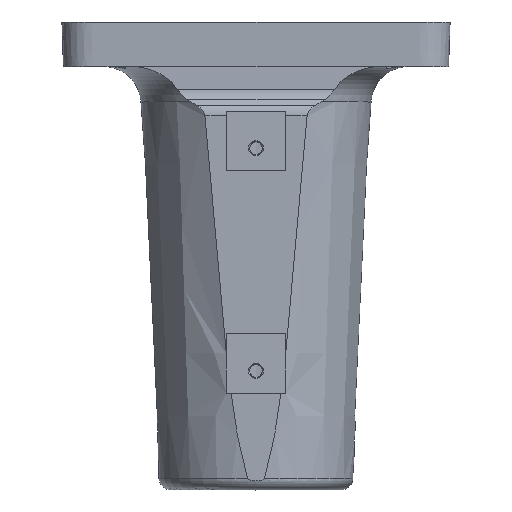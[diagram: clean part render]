
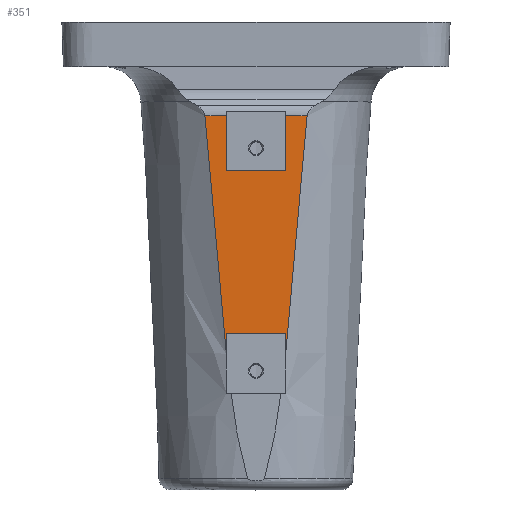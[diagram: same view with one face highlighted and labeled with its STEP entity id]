
A CAD part, top view. The second image highlights one B-rep face of the part: STEP entity #351.
In plain terms, the highlighted planar face has unit normal (0, -0.016, 1).
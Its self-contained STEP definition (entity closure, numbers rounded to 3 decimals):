
#7 = EDGE_CURVE ( 'NONE', #3160, #1446, #578, .T. ) ;
#37 = CARTESIAN_POINT ( 'NONE',  ( 20., 91.4, 66.429 ) ) ;
#72 = CARTESIAN_POINT ( 'NONE',  ( -20., 91.4, 66.429 ) ) ;
#99 = EDGE_CURVE ( 'NONE', #2715, #2038, #2200, .T. ) ;
#107 = CARTESIAN_POINT ( 'NONE',  ( 20., 251.762, 68.935 ) ) ;
#133 = ORIENTED_EDGE ( 'NONE', *, *, #3023, .T. ) ;
#142 = DIRECTION ( 'NONE',  ( 0., 1., 0.016 ) ) ;
#170 = CARTESIAN_POINT ( 'NONE',  ( 34.415, 251.762, 68.935 ) ) ;
#178 = CARTESIAN_POINT ( 'NONE',  ( 34.415, 251.762, 68.935 ) ) ;
#222 = CARTESIAN_POINT ( 'NONE',  ( -20., 215., 68.361 ) ) ;
#253 = LINE ( 'NONE', #3165, #3009 ) ;
#272 = CARTESIAN_POINT ( 'NONE',  ( -32.357, 225.003, 68.517 ) ) ;
#326 = CARTESIAN_POINT ( 'NONE',  ( -25.51, 144.781, 67.263 ) ) ;
#351 = ADVANCED_FACE ( 'NONE', ( #902 ), #1093, .F. ) ;
#407 = VERTEX_POINT ( 'NONE', #617 ) ;
#440 = EDGE_CURVE ( 'NONE', #610, #1446, #253, .T. ) ;
#495 = B_SPLINE_CURVE_WITH_KNOTS ( 'NONE', 3,
 ( #1071, #2428, #1172, #1871, #2217, #3011, #2313, #3130, #1591, #178 ),
 .UNSPECIFIED., .F., .F.,
 ( 4, 2, 2, 2, 4 ),
 ( 0.096, 0.137, 0.177, 0.218, 0.259 ),
 .UNSPECIFIED. ) ;
#527 = CARTESIAN_POINT ( 'NONE',  ( 102.472, 251.762, 68.935 ) ) ;
#578 = LINE ( 'NONE', #3012, #2316 ) ;
#599 = EDGE_CURVE ( 'NONE', #2445, #610, #811, .T. ) ;
#610 = VERTEX_POINT ( 'NONE', #107 ) ;
#617 = CARTESIAN_POINT ( 'NONE',  ( -34.415, 251.762, 68.935 ) ) ;
#753 = EDGE_CURVE ( 'NONE', #2715, #1284, #1807, .T. ) ;
#811 = LINE ( 'NONE', #2792, #1314 ) ;
#821 = DIRECTION ( 'NONE',  ( 0., -1., -0.016 ) ) ;
#865 = CARTESIAN_POINT ( 'NONE',  ( 20., 0., 65. ) ) ;
#893 = CARTESIAN_POINT ( 'NONE',  ( -20., 105., 66.641 ) ) ;
#902 = FACE_OUTER_BOUND ( 'NONE', #2045, .T. ) ;
#924 = CARTESIAN_POINT ( 'NONE',  ( -33.401, 238.381, 68.726 ) ) ;
#977 = ORIENTED_EDGE ( 'NONE', *, *, #599, .T. ) ;
#1017 = CARTESIAN_POINT ( 'NONE',  ( -22.902, 118.073, 66.846 ) ) ;
#1044 = VERTEX_POINT ( 'NONE', #37 ) ;
#1071 = CARTESIAN_POINT ( 'NONE',  ( 20., 91.4, 66.429 ) ) ;
#1082 = EDGE_CURVE ( 'NONE', #2038, #1044, #2628, .T. ) ;
#1086 = CARTESIAN_POINT ( 'NONE',  ( 20., 215., 68.361 ) ) ;
#1093 = PLANE ( 'NONE',  #3147 ) ;
#1158 = DIRECTION ( 'NONE',  ( 1., 0., 0. ) ) ;
#1172 = CARTESIAN_POINT ( 'NONE',  ( 22.902, 118.073, 66.846 ) ) ;
#1191 = DIRECTION ( 'NONE',  ( 0., -1., -0.016 ) ) ;
#1202 = VECTOR ( 'NONE', #1158, 1000. ) ;
#1231 = VECTOR ( 'NONE', #821, 1000. ) ;
#1238 = ORIENTED_EDGE ( 'NONE', *, *, #2911, .T. ) ;
#1284 = VERTEX_POINT ( 'NONE', #72 ) ;
#1314 = VECTOR ( 'NONE', #1379, 1000. ) ;
#1341 = VERTEX_POINT ( 'NONE', #3095 ) ;
#1379 = DIRECTION ( 'NONE',  ( -1., 0., 0. ) ) ;
#1380 = LINE ( 'NONE', #527, #2695 ) ;
#1446 = VERTEX_POINT ( 'NONE', #1086 ) ;
#1513 = DIRECTION ( 'NONE',  ( 0., 0.016, -1. ) ) ;
#1564 = CARTESIAN_POINT ( 'NONE',  ( -20., 0., 65. ) ) ;
#1565 = EDGE_CURVE ( 'NONE', #1341, #3160, #3202, .T. ) ;
#1591 = CARTESIAN_POINT ( 'NONE',  ( 33.401, 238.381, 68.726 ) ) ;
#1703 = CARTESIAN_POINT ( 'NONE',  ( -20., 91.4, 66.429 ) ) ;
#1770 = ORIENTED_EDGE ( 'NONE', *, *, #7, .F. ) ;
#1807 = LINE ( 'NONE', #2581, #1231 ) ;
#1827 = ORIENTED_EDGE ( 'NONE', *, *, #99, .T. ) ;
#1836 = ORIENTED_EDGE ( 'NONE', *, *, #753, .F. ) ;
#1868 = CARTESIAN_POINT ( 'NONE',  ( -26.734, 158.145, 67.472 ) ) ;
#1871 = CARTESIAN_POINT ( 'NONE',  ( 25.51, 144.781, 67.263 ) ) ;
#1932 = VECTOR ( 'NONE', #2354, 1000. ) ;
#1963 = CARTESIAN_POINT ( 'NONE',  ( -29.077, 184.88, 67.89 ) ) ;
#2038 = VERTEX_POINT ( 'NONE', #2777 ) ;
#2045 = EDGE_LOOP ( 'NONE', ( #1836, #1827, #2082, #133, #977, #2713, #1770, #3140, #1238, #2180 ) ) ;
#2082 = ORIENTED_EDGE ( 'NONE', *, *, #1082, .T. ) ;
#2113 = CARTESIAN_POINT ( 'NONE',  ( -34.415, 251.762, 68.935 ) ) ;
#2180 = ORIENTED_EDGE ( 'NONE', *, *, #2474, .F. ) ;
#2200 = LINE ( 'NONE', #3051, #1202 ) ;
#2217 = CARTESIAN_POINT ( 'NONE',  ( 26.734, 158.145, 67.472 ) ) ;
#2279 = B_SPLINE_CURVE_WITH_KNOTS ( 'NONE', 3,
 ( #1703, #3181, #1017, #326, #1868, #1963, #2901, #272, #924, #2113 ),
 .UNSPECIFIED., .F., .F.,
 ( 4, 2, 2, 2, 4 ),
 ( 0.096, 0.137, 0.177, 0.218, 0.259 ),
 .UNSPECIFIED. ) ;
#2313 = CARTESIAN_POINT ( 'NONE',  ( 30.196, 198.252, 68.099 ) ) ;
#2316 = VECTOR ( 'NONE', #3131, 1000. ) ;
#2346 = DIRECTION ( 'NONE',  ( 0., -1., -0.016 ) ) ;
#2354 = DIRECTION ( 'NONE',  ( 0., -1., -0.016 ) ) ;
#2428 = CARTESIAN_POINT ( 'NONE',  ( 21.521, 104.728, 66.637 ) ) ;
#2441 = VECTOR ( 'NONE', #1191, 1000. ) ;
#2445 = VERTEX_POINT ( 'NONE', #170 ) ;
#2474 = EDGE_CURVE ( 'NONE', #1284, #407, #2279, .T. ) ;
#2581 = CARTESIAN_POINT ( 'NONE',  ( -20., 0., 65. ) ) ;
#2628 = LINE ( 'NONE', #865, #1932 ) ;
#2695 = VECTOR ( 'NONE', #3127, 1000. ) ;
#2713 = ORIENTED_EDGE ( 'NONE', *, *, #440, .T. ) ;
#2715 = VERTEX_POINT ( 'NONE', #893 ) ;
#2777 = CARTESIAN_POINT ( 'NONE',  ( 20., 105., 66.641 ) ) ;
#2792 = CARTESIAN_POINT ( 'NONE',  ( 102.472, 251.762, 68.935 ) ) ;
#2901 = CARTESIAN_POINT ( 'NONE',  ( -30.196, 198.252, 68.099 ) ) ;
#2911 = EDGE_CURVE ( 'NONE', #1341, #407, #1380, .T. ) ;
#2927 = CARTESIAN_POINT ( 'NONE',  ( 102.472, 0., 65. ) ) ;
#3009 = VECTOR ( 'NONE', #2346, 1000. ) ;
#3011 = CARTESIAN_POINT ( 'NONE',  ( 29.077, 184.88, 67.89 ) ) ;
#3012 = CARTESIAN_POINT ( 'NONE',  ( 102.472, 215., 68.361 ) ) ;
#3023 = EDGE_CURVE ( 'NONE', #1044, #2445, #495, .T. ) ;
#3051 = CARTESIAN_POINT ( 'NONE',  ( 102.472, 105., 66.641 ) ) ;
#3095 = CARTESIAN_POINT ( 'NONE',  ( -20., 251.762, 68.935 ) ) ;
#3127 = DIRECTION ( 'NONE',  ( -1., 0., 0. ) ) ;
#3130 = CARTESIAN_POINT ( 'NONE',  ( 32.357, 225.003, 68.517 ) ) ;
#3131 = DIRECTION ( 'NONE',  ( 1., 0., 0. ) ) ;
#3140 = ORIENTED_EDGE ( 'NONE', *, *, #1565, .F. ) ;
#3147 = AXIS2_PLACEMENT_3D ( 'NONE', #2927, #1513, #142 ) ;
#3160 = VERTEX_POINT ( 'NONE', #222 ) ;
#3165 = CARTESIAN_POINT ( 'NONE',  ( 20., 0., 65. ) ) ;
#3181 = CARTESIAN_POINT ( 'NONE',  ( -21.521, 104.728, 66.637 ) ) ;
#3202 = LINE ( 'NONE', #1564, #2441 ) ;
